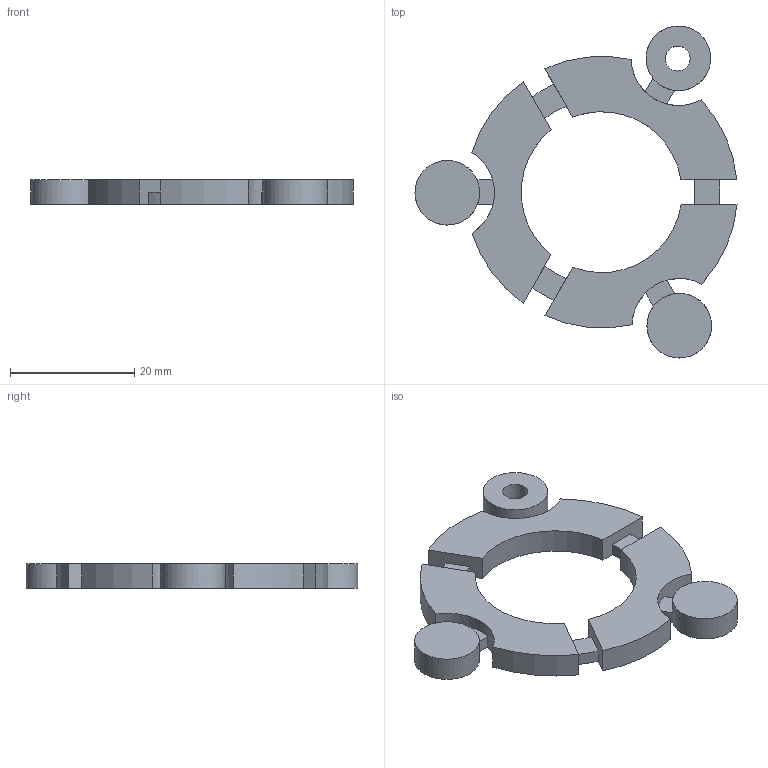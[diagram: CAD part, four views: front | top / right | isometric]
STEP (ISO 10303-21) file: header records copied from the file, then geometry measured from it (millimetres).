
FILE_DESCRIPTION(('FreeCAD Model'),'2;1');
FILE_NAME('ubuntu.step', '2015-03-04T01:36:04',('FreeCAD'),('FreeCAD'), 'Open CASCADE STEP processor 6.7','FreeCAD','Unknown');
FILE_SCHEMA(('AUTOMOTIVE_DESIGN_CC2 { 1 2 10303 214 -1 1 5 4 }'));
Length unit declared in the file: millimetre
Products named in the file (1): Cut004
Bounding box: 51.83 x 53.43 x 4 mm (x, y, z)
Volume: 4087.7 mm3; surface area: 3567.4 mm2
Topology: 1 solids, 1 shells, 47 faces, 138 edges, 92 vertices
Faces by surface type: plane 25, cylinder 22
Full cylindrical faces by diameter (mm): 4 x1, 10.397 x3
Entity records: 3825 total; most frequent: CARTESIAN_POINT 914, DIRECTION 456, ORIENTED_EDGE 276, PCURVE 276, DEFINITIONAL_REPRESENTATION 276, LINE 242, VECTOR 242, EDGE_CURVE 138
